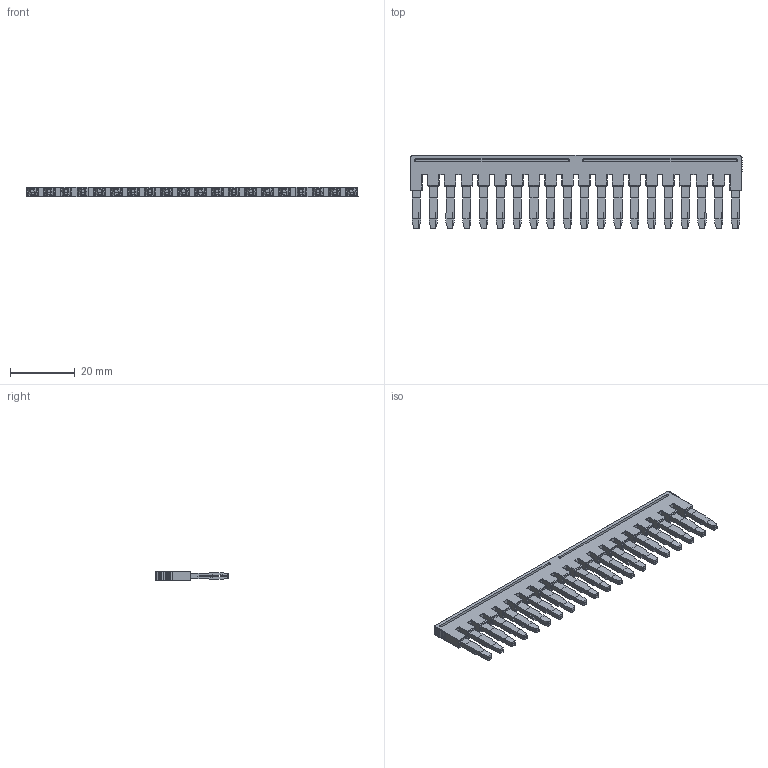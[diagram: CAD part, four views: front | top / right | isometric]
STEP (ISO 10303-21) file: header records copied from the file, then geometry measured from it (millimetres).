
FILE_DESCRIPTION((''),'2;1');
FILE_NAME('20-5','2021-09-17T',('ASUS'),(''),'PRO/ENGINEER BY PARAMETRIC TECHNOLOGY CORPORATION, 2013230','PRO/ENGINEER BY PARAMETRIC TECHNOLOGY CORPORATION, 2013230','');
FILE_SCHEMA(('CONFIG_CONTROL_DESIGN'));
Length unit declared in the file: millimetre
Products named in the file (1): 20-5
Bounding box: 102.8 x 22.7 x 3 mm (x, y, z)
Volume: 3436 mm3; surface area: 5986.8 mm2
Topology: 1 solids, 13 shells, 1000 faces, 2748 edges, 1798 vertices
Faces by surface type: plane 710, cylinder 250, torus 32, cone 8
Entity records: 31678 total; most frequent: CARTESIAN_POINT 7004, ORIENTED_EDGE 5496, DIRECTION 4462, EDGE_CURVE 2748, VECTOR 2146, LINE 2146, VERTEX_POINT 1798, AXIS2_PLACEMENT_3D 1158
